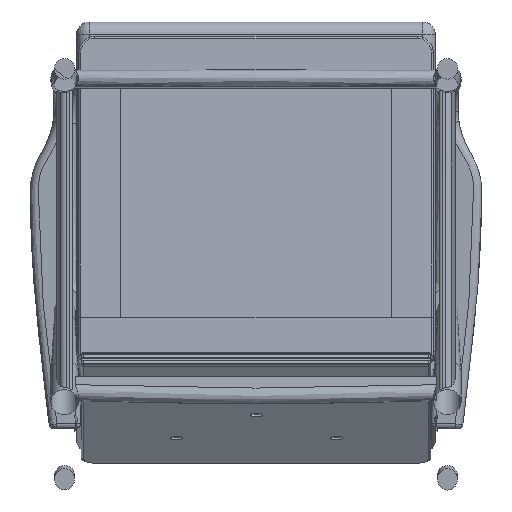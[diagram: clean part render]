
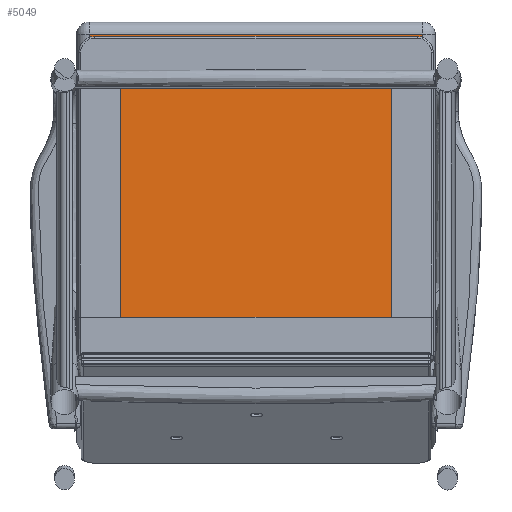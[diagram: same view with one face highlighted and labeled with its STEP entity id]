
A CAD part, front view. The second image highlights one B-rep face of the part: STEP entity #5049.
In plain terms, the highlighted face is planar.
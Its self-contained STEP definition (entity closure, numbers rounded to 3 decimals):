
#604=PLANE('',#6042);
#779=LINE('',#22037,#1117);
#780=LINE('',#22039,#1118);
#781=LINE('',#22041,#1119);
#782=LINE('',#22042,#1120);
#1117=VECTOR('',#6885,1000.);
#1118=VECTOR('',#6886,1000.);
#1119=VECTOR('',#6887,1000.);
#1120=VECTOR('',#6888,1000.);
#1618=FACE_OUTER_BOUND('',#1946,.T.);
#1946=EDGE_LOOP('',(#4045,#4046,#4047,#4048));
#2497=VERTEX_POINT('',#22035);
#2498=VERTEX_POINT('',#22036);
#2499=VERTEX_POINT('',#22038);
#2500=VERTEX_POINT('',#22040);
#3047=EDGE_CURVE('',#2497,#2498,#779,.T.);
#3048=EDGE_CURVE('',#2498,#2499,#780,.T.);
#3049=EDGE_CURVE('',#2499,#2500,#781,.T.);
#3050=EDGE_CURVE('',#2500,#2497,#782,.T.);
#4045=ORIENTED_EDGE('',*,*,#3047,.T.);
#4046=ORIENTED_EDGE('',*,*,#3048,.T.);
#4047=ORIENTED_EDGE('',*,*,#3049,.T.);
#4048=ORIENTED_EDGE('',*,*,#3050,.T.);
#5049=ADVANCED_FACE('',(#1618),#604,.F.);
#6042=AXIS2_PLACEMENT_3D('',#22034,#6883,#6884);
#6883=DIRECTION('center_axis',(0.,1.,0.));
#6884=DIRECTION('ref_axis',(0.,0.,1.));
#6885=DIRECTION('',(0.,0.,-1.));
#6886=DIRECTION('',(1.,0.,0.));
#6887=DIRECTION('',(0.,0.,1.));
#6888=DIRECTION('',(-1.,0.,0.));
#22034=CARTESIAN_POINT('Origin',(0.,-50.,0.));
#22035=CARTESIAN_POINT('',(-262.5,-50.,250.));
#22036=CARTESIAN_POINT('',(-262.5,-50.,-250.));
#22037=CARTESIAN_POINT('',(-262.5,-50.,0.));
#22038=CARTESIAN_POINT('',(262.5,-50.,-250.));
#22039=CARTESIAN_POINT('',(0.,-50.,-250.));
#22040=CARTESIAN_POINT('',(262.5,-50.,250.));
#22041=CARTESIAN_POINT('',(262.5,-50.,0.));
#22042=CARTESIAN_POINT('',(0.,-50.,250.));
